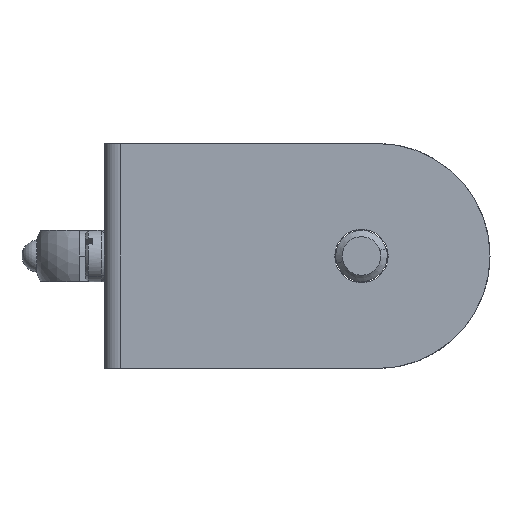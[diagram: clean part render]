
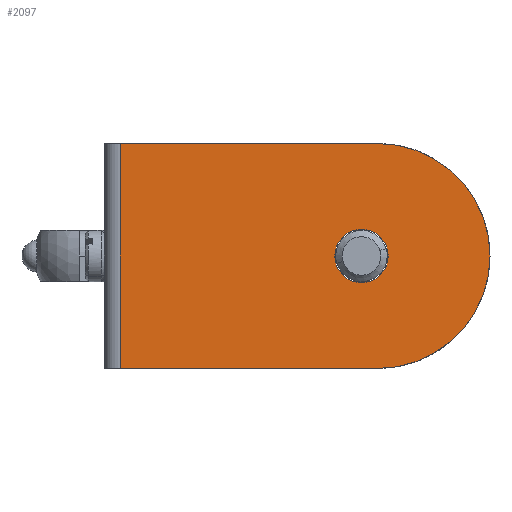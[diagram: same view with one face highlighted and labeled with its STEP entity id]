
A CAD part, front view. The second image highlights one B-rep face of the part: STEP entity #2097.
In plain terms, the highlighted planar face has unit normal (0, -1, 0).
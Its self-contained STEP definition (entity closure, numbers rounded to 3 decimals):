
#82 = EDGE_CURVE ( 'NONE', #4966, #4818, #4223, .T. ) ;
#180 = LINE ( 'NONE', #3338, #2062 ) ;
#264 = DIRECTION ( 'NONE',  ( 1., 0., 0. ) ) ;
#417 = AXIS2_PLACEMENT_3D ( 'NONE', #5089, #742, #264 ) ;
#575 = VERTEX_POINT ( 'NONE', #1196 ) ;
#669 = FACE_OUTER_BOUND ( 'NONE', #2872, .T. ) ;
#742 = DIRECTION ( 'NONE',  ( 0., 1., 0. ) ) ;
#861 = CARTESIAN_POINT ( 'NONE',  ( -7.482, -33.505, 0. ) ) ;
#873 = EDGE_CURVE ( 'NONE', #3159, #575, #4295, .T. ) ;
#953 = CARTESIAN_POINT ( 'NONE',  ( 60.018, -33.505, 0. ) ) ;
#1075 = CIRCLE ( 'NONE', #3970, 4.15 ) ;
#1196 = CARTESIAN_POINT ( 'NONE',  ( 32.518, -33.505, 17.5 ) ) ;
#1208 = ORIENTED_EDGE ( 'NONE', *, *, #82, .T. ) ;
#1351 = CARTESIAN_POINT ( 'NONE',  ( 32.518, -33.505, 0. ) ) ;
#1377 = CARTESIAN_POINT ( 'NONE',  ( 30.018, -33.505, 0. ) ) ;
#1391 = EDGE_CURVE ( 'NONE', #4730, #3159, #2911, .T. ) ;
#1474 = VERTEX_POINT ( 'NONE', #1603 ) ;
#1493 = VECTOR ( 'NONE', #2419, 1000. ) ;
#1603 = CARTESIAN_POINT ( 'NONE',  ( -7.482, -33.505, 17.5 ) ) ;
#1976 = EDGE_CURVE ( 'NONE', #575, #1474, #180, .T. ) ;
#2059 = AXIS2_PLACEMENT_3D ( 'NONE', #1351, #2196, #3755 ) ;
#2062 = VECTOR ( 'NONE', #2125, 1000. ) ;
#2070 = CARTESIAN_POINT ( 'NONE',  ( 60.018, -33.505, -17.5 ) ) ;
#2097 = ADVANCED_FACE ( 'NONE', ( #4168, #669 ), #3321, .T. ) ;
#2098 = CARTESIAN_POINT ( 'NONE',  ( 32.518, -33.505, -17.5 ) ) ;
#2116 = ORIENTED_EDGE ( 'NONE', *, *, #1391, .T. ) ;
#2125 = DIRECTION ( 'NONE',  ( -1., 0., 0. ) ) ;
#2196 = DIRECTION ( 'NONE',  ( 0., -1., 0. ) ) ;
#2419 = DIRECTION ( 'NONE',  ( 0., 0., -1. ) ) ;
#2548 = ORIENTED_EDGE ( 'NONE', *, *, #1976, .T. ) ;
#2800 = DIRECTION ( 'NONE',  ( 1., 0., 0. ) ) ;
#2872 = EDGE_LOOP ( 'NONE', ( #4172, #2548, #3151, #2116 ) ) ;
#2911 = LINE ( 'NONE', #2070, #4899 ) ;
#2957 = DIRECTION ( 'NONE',  ( 1., 0., 0. ) ) ;
#3151 = ORIENTED_EDGE ( 'NONE', *, *, #3989, .T. ) ;
#3159 = VERTEX_POINT ( 'NONE', #2098 ) ;
#3321 = PLANE ( 'NONE',  #3463 ) ;
#3338 = CARTESIAN_POINT ( 'NONE',  ( 60.018, -33.505, 17.5 ) ) ;
#3463 = AXIS2_PLACEMENT_3D ( 'NONE', #953, #5009, #4550 ) ;
#3755 = DIRECTION ( 'NONE',  ( 0., 0., 1. ) ) ;
#3970 = AXIS2_PLACEMENT_3D ( 'NONE', #1377, #4885, #2957 ) ;
#3989 = EDGE_CURVE ( 'NONE', #1474, #4730, #4014, .T. ) ;
#4014 = LINE ( 'NONE', #861, #1493 ) ;
#4022 = EDGE_LOOP ( 'NONE', ( #5013, #1208 ) ) ;
#4168 = FACE_BOUND ( 'NONE', #4022, .T. ) ;
#4172 = ORIENTED_EDGE ( 'NONE', *, *, #873, .T. ) ;
#4182 = CARTESIAN_POINT ( 'NONE',  ( 25.868, -33.505, 0. ) ) ;
#4223 = CIRCLE ( 'NONE', #417, 4.15 ) ;
#4295 = CIRCLE ( 'NONE', #2059, 17.5 ) ;
#4531 = EDGE_CURVE ( 'NONE', #4818, #4966, #1075, .T. ) ;
#4550 = DIRECTION ( 'NONE',  ( 0., 0., -1. ) ) ;
#4730 = VERTEX_POINT ( 'NONE', #4789 ) ;
#4761 = CARTESIAN_POINT ( 'NONE',  ( 34.168, -33.505, 0. ) ) ;
#4789 = CARTESIAN_POINT ( 'NONE',  ( -7.482, -33.505, -17.5 ) ) ;
#4818 = VERTEX_POINT ( 'NONE', #4761 ) ;
#4885 = DIRECTION ( 'NONE',  ( 0., 1., 0. ) ) ;
#4899 = VECTOR ( 'NONE', #2800, 1000. ) ;
#4966 = VERTEX_POINT ( 'NONE', #4182 ) ;
#5009 = DIRECTION ( 'NONE',  ( 0., -1., 0. ) ) ;
#5013 = ORIENTED_EDGE ( 'NONE', *, *, #4531, .T. ) ;
#5089 = CARTESIAN_POINT ( 'NONE',  ( 30.018, -33.505, 0. ) ) ;
